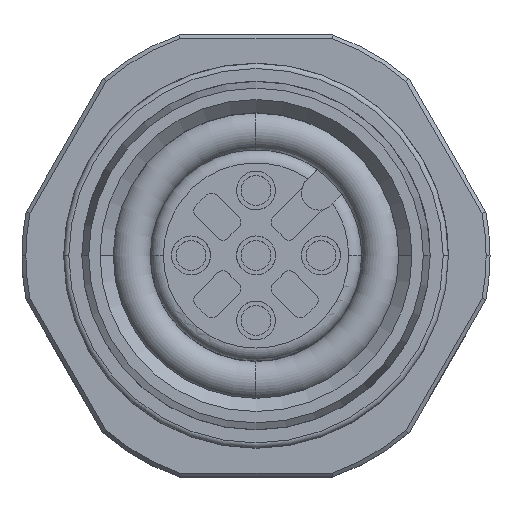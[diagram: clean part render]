
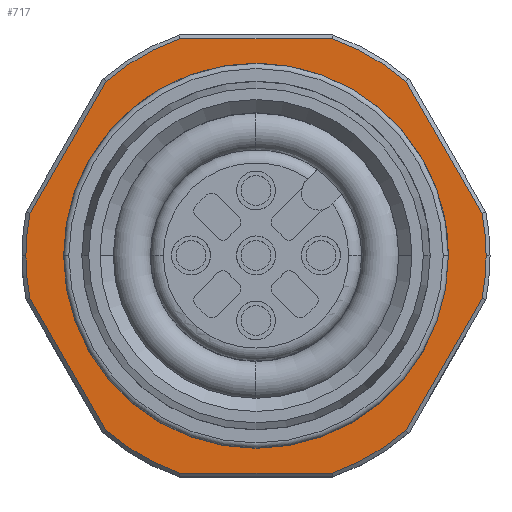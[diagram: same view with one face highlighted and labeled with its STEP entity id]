
A CAD part, top view. The second image highlights one B-rep face of the part: STEP entity #717.
In plain terms, the highlighted planar face has unit normal (0, 0, 1).
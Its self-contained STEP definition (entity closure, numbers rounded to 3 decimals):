
#560=AXIS2_PLACEMENT_3D('Circle Axis2P3D',#558,#559,$) ;
#573=AXIS2_PLACEMENT_3D('Plane Axis2P3D',#570,#571,#572) ;
#519=CARTESIAN_POINT('Vertex',(16.4,8.5,30.1)) ;
#523=CARTESIAN_POINT('Control Point',(1.6,8.5,30.1)) ;
#524=CARTESIAN_POINT('Control Point',(1.6,9.662,30.1)) ;
#525=CARTESIAN_POINT('Control Point',(1.828,10.825,30.1)) ;
#526=CARTESIAN_POINT('Control Point',(2.285,11.927,30.1)) ;
#527=CARTESIAN_POINT('Control Point',(3.606,13.894,30.1)) ;
#528=CARTESIAN_POINT('Control Point',(5.573,15.215,30.1)) ;
#529=CARTESIAN_POINT('Control Point',(6.675,15.672,30.1)) ;
#530=CARTESIAN_POINT('Control Point',(9.,16.128,30.1)) ;
#531=CARTESIAN_POINT('Control Point',(11.325,15.672,30.1)) ;
#532=CARTESIAN_POINT('Control Point',(12.427,15.215,30.1)) ;
#533=CARTESIAN_POINT('Control Point',(14.394,13.894,30.1)) ;
#534=CARTESIAN_POINT('Control Point',(15.715,11.927,30.1)) ;
#535=CARTESIAN_POINT('Control Point',(16.172,10.825,30.1)) ;
#536=CARTESIAN_POINT('Control Point',(16.4,9.662,30.1)) ;
#537=CARTESIAN_POINT('Control Point',(16.4,8.5,30.1)) ;
#538=CARTESIAN_POINT('Vertex',(1.6,8.5,30.1)) ;
#558=CARTESIAN_POINT('Axis2P3D Location',(9.,8.5,30.1)) ;
#570=CARTESIAN_POINT('Axis2P3D Location',(9.,1.1,30.1)) ;
#575=CARTESIAN_POINT('Line Origine',(1.769,4.325,30.1)) ;
#579=CARTESIAN_POINT('Vertex',(0.302,6.865,30.1)) ;
#581=CARTESIAN_POINT('Vertex',(3.235,1.785,30.1)) ;
#585=CARTESIAN_POINT('Control Point',(3.235,1.785,30.1)) ;
#586=CARTESIAN_POINT('Control Point',(3.734,1.357,30.1)) ;
#587=CARTESIAN_POINT('Control Point',(4.273,0.975,30.1)) ;
#588=CARTESIAN_POINT('Control Point',(4.846,0.644,30.1)) ;
#589=CARTESIAN_POINT('Control Point',(5.447,0.368,30.1)) ;
#590=CARTESIAN_POINT('Control Point',(6.067,0.15,30.1)) ;
#591=CARTESIAN_POINT('Vertex',(6.067,0.15,30.1)) ;
#594=CARTESIAN_POINT('Line Origine',(9.,0.15,30.1)) ;
#598=CARTESIAN_POINT('Vertex',(11.933,0.15,30.1)) ;
#602=CARTESIAN_POINT('Control Point',(11.933,0.15,30.1)) ;
#603=CARTESIAN_POINT('Control Point',(12.553,0.368,30.1)) ;
#604=CARTESIAN_POINT('Control Point',(13.154,0.644,30.1)) ;
#605=CARTESIAN_POINT('Control Point',(13.727,0.975,30.1)) ;
#606=CARTESIAN_POINT('Control Point',(14.266,1.357,30.1)) ;
#607=CARTESIAN_POINT('Control Point',(14.765,1.785,30.1)) ;
#608=CARTESIAN_POINT('Vertex',(14.765,1.785,30.1)) ;
#611=CARTESIAN_POINT('Line Origine',(16.231,4.325,30.1)) ;
#615=CARTESIAN_POINT('Vertex',(17.698,6.865,30.1)) ;
#619=CARTESIAN_POINT('Control Point',(17.698,6.865,30.1)) ;
#620=CARTESIAN_POINT('Control Point',(17.758,7.188,30.1)) ;
#621=CARTESIAN_POINT('Control Point',(17.804,7.514,30.1)) ;
#622=CARTESIAN_POINT('Control Point',(17.835,7.842,30.1)) ;
#623=CARTESIAN_POINT('Control Point',(17.85,8.171,30.1)) ;
#624=CARTESIAN_POINT('Control Point',(17.85,8.5,30.1)) ;
#625=CARTESIAN_POINT('Vertex',(17.85,8.5,30.1)) ;
#629=CARTESIAN_POINT('Control Point',(17.85,8.5,30.1)) ;
#630=CARTESIAN_POINT('Control Point',(17.85,8.829,30.1)) ;
#631=CARTESIAN_POINT('Control Point',(17.835,9.158,30.1)) ;
#632=CARTESIAN_POINT('Control Point',(17.804,9.486,30.1)) ;
#633=CARTESIAN_POINT('Control Point',(17.758,9.812,30.1)) ;
#634=CARTESIAN_POINT('Control Point',(17.698,10.135,30.1)) ;
#635=CARTESIAN_POINT('Vertex',(17.698,10.135,30.1)) ;
#638=CARTESIAN_POINT('Line Origine',(16.231,12.675,30.1)) ;
#642=CARTESIAN_POINT('Vertex',(14.765,15.215,30.1)) ;
#646=CARTESIAN_POINT('Control Point',(14.765,15.215,30.1)) ;
#647=CARTESIAN_POINT('Control Point',(14.266,15.643,30.1)) ;
#648=CARTESIAN_POINT('Control Point',(13.727,16.025,30.1)) ;
#649=CARTESIAN_POINT('Control Point',(13.154,16.356,30.1)) ;
#650=CARTESIAN_POINT('Control Point',(12.553,16.632,30.1)) ;
#651=CARTESIAN_POINT('Control Point',(11.933,16.85,30.1)) ;
#652=CARTESIAN_POINT('Vertex',(11.933,16.85,30.1)) ;
#655=CARTESIAN_POINT('Line Origine',(9.,16.85,30.1)) ;
#659=CARTESIAN_POINT('Vertex',(6.067,16.85,30.1)) ;
#663=CARTESIAN_POINT('Control Point',(6.067,16.85,30.1)) ;
#664=CARTESIAN_POINT('Control Point',(5.447,16.632,30.1)) ;
#665=CARTESIAN_POINT('Control Point',(4.846,16.356,30.1)) ;
#666=CARTESIAN_POINT('Control Point',(4.273,16.025,30.1)) ;
#667=CARTESIAN_POINT('Control Point',(3.734,15.643,30.1)) ;
#668=CARTESIAN_POINT('Control Point',(3.235,15.215,30.1)) ;
#669=CARTESIAN_POINT('Vertex',(3.235,15.215,30.1)) ;
#672=CARTESIAN_POINT('Line Origine',(1.769,12.675,30.1)) ;
#676=CARTESIAN_POINT('Vertex',(0.302,10.135,30.1)) ;
#680=CARTESIAN_POINT('Control Point',(0.302,10.135,30.1)) ;
#681=CARTESIAN_POINT('Control Point',(0.242,9.812,30.1)) ;
#682=CARTESIAN_POINT('Control Point',(0.196,9.486,30.1)) ;
#683=CARTESIAN_POINT('Control Point',(0.165,9.158,30.1)) ;
#684=CARTESIAN_POINT('Control Point',(0.15,8.829,30.1)) ;
#685=CARTESIAN_POINT('Control Point',(0.15,8.5,30.1)) ;
#686=CARTESIAN_POINT('Vertex',(0.15,8.5,30.1)) ;
#690=CARTESIAN_POINT('Control Point',(0.15,8.5,30.1)) ;
#691=CARTESIAN_POINT('Control Point',(0.15,8.171,30.1)) ;
#692=CARTESIAN_POINT('Control Point',(0.165,7.842,30.1)) ;
#693=CARTESIAN_POINT('Control Point',(0.196,7.514,30.1)) ;
#694=CARTESIAN_POINT('Control Point',(0.242,7.188,30.1)) ;
#695=CARTESIAN_POINT('Control Point',(0.302,6.865,30.1)) ;
#559=DIRECTION('Axis2P3D Direction',(0.,0.,-1.)) ;
#571=DIRECTION('Axis2P3D Direction',(0.,0.,-1.)) ;
#572=DIRECTION('Axis2P3D XDirection',(1.,0.,0.)) ;
#576=DIRECTION('Vector Direction',(0.5,-0.866,0.)) ;
#595=DIRECTION('Vector Direction',(1.,0.,0.)) ;
#612=DIRECTION('Vector Direction',(0.5,0.866,0.)) ;
#639=DIRECTION('Vector Direction',(-0.5,0.866,0.)) ;
#656=DIRECTION('Vector Direction',(-1.,0.,0.)) ;
#673=DIRECTION('Vector Direction',(-0.5,-0.866,0.)) ;
#577=VECTOR('Line Direction',#576,1.) ;
#596=VECTOR('Line Direction',#595,1.) ;
#613=VECTOR('Line Direction',#612,1.) ;
#640=VECTOR('Line Direction',#639,1.) ;
#657=VECTOR('Line Direction',#656,1.) ;
#674=VECTOR('Line Direction',#673,1.) ;
#698=ORIENTED_EDGE('',*,*,#583,.T.) ;
#699=ORIENTED_EDGE('',*,*,#593,.T.) ;
#700=ORIENTED_EDGE('',*,*,#600,.T.) ;
#701=ORIENTED_EDGE('',*,*,#610,.T.) ;
#702=ORIENTED_EDGE('',*,*,#617,.T.) ;
#703=ORIENTED_EDGE('',*,*,#627,.T.) ;
#704=ORIENTED_EDGE('',*,*,#637,.T.) ;
#705=ORIENTED_EDGE('',*,*,#644,.T.) ;
#706=ORIENTED_EDGE('',*,*,#654,.T.) ;
#707=ORIENTED_EDGE('',*,*,#661,.T.) ;
#708=ORIENTED_EDGE('',*,*,#671,.T.) ;
#709=ORIENTED_EDGE('',*,*,#678,.T.) ;
#710=ORIENTED_EDGE('',*,*,#688,.T.) ;
#711=ORIENTED_EDGE('',*,*,#696,.T.) ;
#714=ORIENTED_EDGE('',*,*,#562,.T.) ;
#715=ORIENTED_EDGE('',*,*,#540,.T.) ;
#716=FACE_BOUND('',#713,.T.) ;
#717=ADVANCED_FACE('MANIFOLD_SOLID_BREP #32',(#712,#716),#574,.F.) ;
#522=B_SPLINE_CURVE_WITH_KNOTS('',5,(#523,#524,#525,#526,#527,#528,#529,#530,#531,#532,#533,#534,#535,#536,#537),.UNSPECIFIED.,.F.,.U.,(6,3,3,3,6),(-11.624,-5.812,0.,5.812,11.624),.UNSPECIFIED.) ;
#584=B_SPLINE_CURVE_WITH_KNOTS('',5,(#585,#586,#587,#588,#589,#590),.UNSPECIFIED.,.F.,.U.,(6,6),(0.,4.652),.UNSPECIFIED.) ;
#601=B_SPLINE_CURVE_WITH_KNOTS('',5,(#602,#603,#604,#605,#606,#607),.UNSPECIFIED.,.F.,.U.,(6,6),(0.,4.652),.UNSPECIFIED.) ;
#618=B_SPLINE_CURVE_WITH_KNOTS('',5,(#619,#620,#621,#622,#623,#624),.UNSPECIFIED.,.F.,.U.,(6,6),(0.,2.326),.UNSPECIFIED.) ;
#628=B_SPLINE_CURVE_WITH_KNOTS('',5,(#629,#630,#631,#632,#633,#634),.UNSPECIFIED.,.F.,.U.,(6,6),(2.326,4.652),.UNSPECIFIED.) ;
#645=B_SPLINE_CURVE_WITH_KNOTS('',5,(#646,#647,#648,#649,#650,#651),.UNSPECIFIED.,.F.,.U.,(6,6),(0.,4.652),.UNSPECIFIED.) ;
#662=B_SPLINE_CURVE_WITH_KNOTS('',5,(#663,#664,#665,#666,#667,#668),.UNSPECIFIED.,.F.,.U.,(6,6),(0.,4.652),.UNSPECIFIED.) ;
#679=B_SPLINE_CURVE_WITH_KNOTS('',5,(#680,#681,#682,#683,#684,#685),.UNSPECIFIED.,.F.,.U.,(6,6),(0.,2.326),.UNSPECIFIED.) ;
#689=B_SPLINE_CURVE_WITH_KNOTS('',5,(#690,#691,#692,#693,#694,#695),.UNSPECIFIED.,.F.,.U.,(6,6),(2.326,4.652),.UNSPECIFIED.) ;
#561=CIRCLE('generated circle',#560,7.4) ;
#540=EDGE_CURVE('',#539,#520,#522,.T.) ;
#562=EDGE_CURVE('',#520,#539,#561,.T.) ;
#583=EDGE_CURVE('',#580,#582,#578,.T.) ;
#593=EDGE_CURVE('',#582,#592,#584,.T.) ;
#600=EDGE_CURVE('',#592,#599,#597,.T.) ;
#610=EDGE_CURVE('',#599,#609,#601,.T.) ;
#617=EDGE_CURVE('',#609,#616,#614,.T.) ;
#627=EDGE_CURVE('',#616,#626,#618,.T.) ;
#637=EDGE_CURVE('',#626,#636,#628,.T.) ;
#644=EDGE_CURVE('',#636,#643,#641,.T.) ;
#654=EDGE_CURVE('',#643,#653,#645,.T.) ;
#661=EDGE_CURVE('',#653,#660,#658,.T.) ;
#671=EDGE_CURVE('',#660,#670,#662,.T.) ;
#678=EDGE_CURVE('',#670,#677,#675,.T.) ;
#688=EDGE_CURVE('',#677,#687,#679,.T.) ;
#696=EDGE_CURVE('',#687,#580,#689,.T.) ;
#697=EDGE_LOOP('',(#698,#699,#700,#701,#702,#703,#704,#705,#706,#707,#708,#709,#710,#711)) ;
#713=EDGE_LOOP('',(#714,#715)) ;
#712=FACE_OUTER_BOUND('',#697,.T.) ;
#578=LINE('Line',#575,#577) ;
#597=LINE('Line',#594,#596) ;
#614=LINE('Line',#611,#613) ;
#641=LINE('Line',#638,#640) ;
#658=LINE('Line',#655,#657) ;
#675=LINE('Line',#672,#674) ;
#574=PLANE('',#573) ;
#520=VERTEX_POINT('',#519) ;
#539=VERTEX_POINT('',#538) ;
#580=VERTEX_POINT('',#579) ;
#582=VERTEX_POINT('',#581) ;
#592=VERTEX_POINT('',#591) ;
#599=VERTEX_POINT('',#598) ;
#609=VERTEX_POINT('',#608) ;
#616=VERTEX_POINT('',#615) ;
#626=VERTEX_POINT('',#625) ;
#636=VERTEX_POINT('',#635) ;
#643=VERTEX_POINT('',#642) ;
#653=VERTEX_POINT('',#652) ;
#660=VERTEX_POINT('',#659) ;
#670=VERTEX_POINT('',#669) ;
#677=VERTEX_POINT('',#676) ;
#687=VERTEX_POINT('',#686) ;
